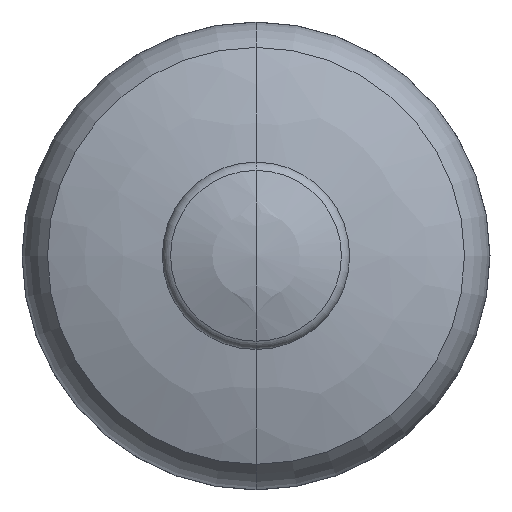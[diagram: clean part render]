
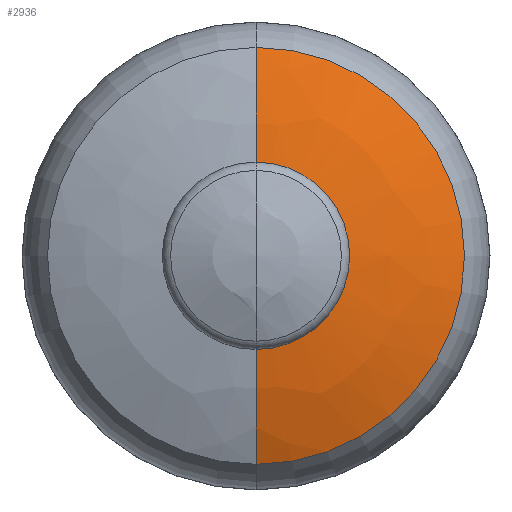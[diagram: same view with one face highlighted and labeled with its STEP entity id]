
A CAD part, top view. The second image highlights one B-rep face of the part: STEP entity #2936.
In plain terms, the highlighted free-form (B-spline) face has degree [3, 3] with [7, 4] control points.
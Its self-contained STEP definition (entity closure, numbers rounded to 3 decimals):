
#283=CARTESIAN_POINT('',(0.,0.,42.45));
#284=DIRECTION('',(0.,0.,-1.));
#285=DIRECTION('',(0.,1.,0.));
#286=AXIS2_PLACEMENT_3D('',#283,#284,#285);
#288=CARTESIAN_POINT('',(0.,3.384,7.27));
#289=DIRECTION('',(1.,0.,0.));
#290=DIRECTION('',(0.,0.378,0.926));
#291=AXIS2_PLACEMENT_3D('',#288,#289,#290);
#293=CARTESIAN_POINT('',(0.,-3.384,7.27));
#294=DIRECTION('',(-1.,0.,0.));
#295=DIRECTION('',(0.,-0.378,0.926));
#296=AXIS2_PLACEMENT_3D('',#293,#294,#295);
#316=CARTESIAN_POINT('',(0.,0.,44.992));
#317=DIRECTION('',(0.,0.,-1.));
#318=DIRECTION('',(0.,1.,0.));
#319=AXIS2_PLACEMENT_3D('',#316,#317,#318);
#2370=CARTESIAN_POINT('',(0.,17.75,42.45));
#2371=VERTEX_POINT('',#2370);
#2372=CARTESIAN_POINT('',(0.,7.975,44.992));
#2373=VERTEX_POINT('',#2372);
#2378=CARTESIAN_POINT('',(0.,-17.75,42.45));
#2379=VERTEX_POINT('',#2378);
#2380=CARTESIAN_POINT('',(0.,-7.975,44.992));
#2381=VERTEX_POINT('',#2380);
#2898=CARTESIAN_POINT('',(-0.488,7.758,
45.016));
#2899=CARTESIAN_POINT('',(-0.708,11.251,
44.609));
#2900=CARTESIAN_POINT('',(-0.922,14.654,
43.722));
#2901=CARTESIAN_POINT('',(-1.126,17.902,42.373));
#2902=CARTESIAN_POINT('',(4.286,8.059,45.016));
#2903=CARTESIAN_POINT('',(6.216,11.686,44.609));
#2904=CARTESIAN_POINT('',(8.096,15.221,43.722));
#2905=CARTESIAN_POINT('',(9.891,18.595,42.373));
#2906=CARTESIAN_POINT('',(7.774,4.784,45.016));
#2907=CARTESIAN_POINT('',(11.273,6.937,44.609));
#2908=CARTESIAN_POINT('',(14.683,9.036,43.722));
#2909=CARTESIAN_POINT('',(17.937,11.039,42.373));
#2910=CARTESIAN_POINT('',(7.774,0.,45.016));
#2911=CARTESIAN_POINT('',(11.273,0.,44.609));
#2912=CARTESIAN_POINT('',(14.683,0.,43.722));
#2913=CARTESIAN_POINT('',(17.937,0.,42.373));
#2914=CARTESIAN_POINT('',(7.774,-4.784,45.016));
#2915=CARTESIAN_POINT('',(11.273,-6.937,44.609));
#2916=CARTESIAN_POINT('',(14.683,-9.036,43.722));
#2917=CARTESIAN_POINT('',(17.937,-11.039,42.373));
#2918=CARTESIAN_POINT('',(4.286,-8.059,45.016));
#2919=CARTESIAN_POINT('',(6.216,-11.686,44.609));
#2920=CARTESIAN_POINT('',(8.096,-15.221,43.722));
#2921=CARTESIAN_POINT('',(9.891,-18.595,42.373));
#2922=CARTESIAN_POINT('',(-0.488,-7.758,
45.016));
#2923=CARTESIAN_POINT('',(-0.708,-11.251,
44.609));
#2924=CARTESIAN_POINT('',(-0.922,-14.654,
43.722));
#2925=CARTESIAN_POINT('',(-1.126,-17.902,
42.373));
#2926=(BOUNDED_SURFACE()B_SPLINE_SURFACE(3,3,((#2898,#2899,#2900,#2901),(#2902,
#2903,#2904,#2905),(#2906,#2907,#2908,#2909),(#2910,#2911,#2912,#2913),(#2914,
#2915,#2916,#2917),(#2918,#2919,#2920,#2921),(#2922,#2923,#2924,#2925)),
.UNSPECIFIED.,.F.,.F.,.F.)B_SPLINE_SURFACE_WITH_KNOTS((4,3,4),(4,4),(0.,1.,
2.),(0.,1.),.UNSPECIFIED.)GEOMETRIC_REPRESENTATION_ITEM()RATIONAL_B_SPLINE_SURFACE(((1.193,1.185,1.185,1.193),(
0.942,0.936,0.936,0.942),(
0.942,0.936,0.936,0.942),(
1.193,1.185,1.185,1.193),(
0.942,0.936,0.936,0.942),(
0.942,0.936,0.936,0.942),(
1.193,1.185,1.185,1.193)))REPRESENTATION_ITEM('')SURFACE());
#2928=ORIENTED_EDGE('',*,*,#2927,.F.);
#2929=ORIENTED_EDGE('',*,*,#2893,.T.);
#2931=ORIENTED_EDGE('',*,*,#2930,.T.);
#2933=ORIENTED_EDGE('',*,*,#2932,.F.);
#2934=EDGE_LOOP('',(#2928,#2929,#2931,#2933));
#2935=FACE_OUTER_BOUND('',#2934,.F.);
#2936=ADVANCED_FACE('',(#2935),#2926,.T.);
#287=CIRCLE('',#286,17.75);
#292=CIRCLE('',#291,38.);
#297=CIRCLE('',#296,38.);
#320=CIRCLE('',#319,7.975);
#2893=EDGE_CURVE('',#2371,#2379,#287,.T.);
#2927=EDGE_CURVE('',#2371,#2373,#292,.T.);
#2930=EDGE_CURVE('',#2379,#2381,#297,.T.);
#2932=EDGE_CURVE('',#2373,#2381,#320,.T.);
